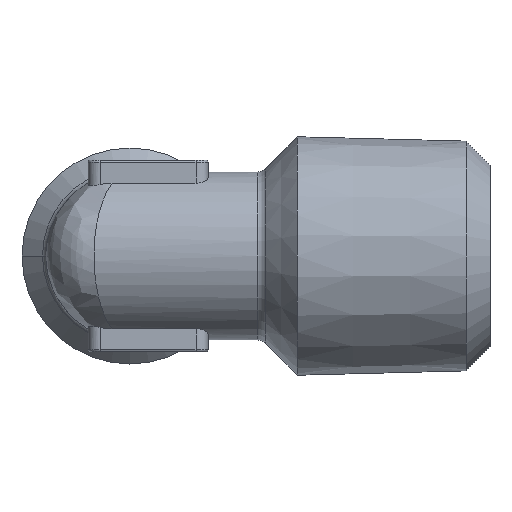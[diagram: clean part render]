
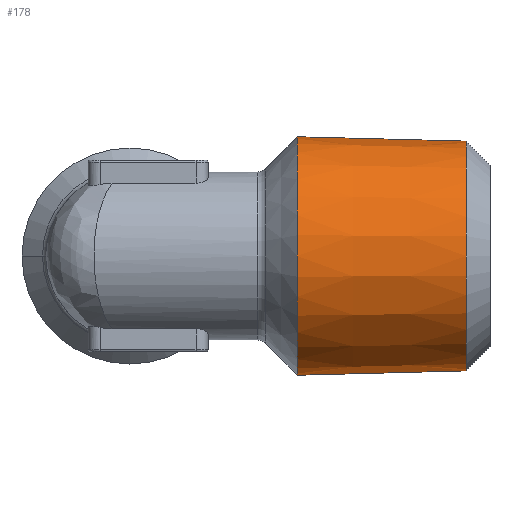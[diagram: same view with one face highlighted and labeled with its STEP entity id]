
A CAD part, left-side view. The second image highlights one B-rep face of the part: STEP entity #178.
In plain terms, the highlighted conical face has half-angle 1.47 degrees and reference radius 4.992 mm.
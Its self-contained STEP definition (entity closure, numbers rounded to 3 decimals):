
#178 = ADVANCED_FACE ( 'NONE', ( #1472 ), #1504, .T. ) ;
#186 = EDGE_LOOP ( 'NONE', ( #187, #224, #226, #299 ) ) ;
#187 = ORIENTED_EDGE ( 'NONE', *, *, #422, .F. ) ;
#224 = ORIENTED_EDGE ( 'NONE', *, *, #225, .F. ) ;
#225 = EDGE_CURVE ( 'NONE', #417, #405, #1464, .T. ) ;
#226 = ORIENTED_EDGE ( 'NONE', *, *, #452, .T. ) ;
#299 = ORIENTED_EDGE ( 'NONE', *, *, #890, .F. ) ;
#405 = VERTEX_POINT ( 'NONE', #1725 ) ;
#416 = VERTEX_POINT ( 'NONE', #3083 ) ;
#417 = VERTEX_POINT ( 'NONE', #3094 ) ;
#422 = EDGE_CURVE ( 'NONE', #405, #522, #3081, .T. ) ;
#452 = EDGE_CURVE ( 'NONE', #417, #416, #2204, .T. ) ;
#522 = VERTEX_POINT ( 'NONE', #2350 ) ;
#890 = EDGE_CURVE ( 'NONE', #522, #416, #3225, .T. ) ;
#1464 = CIRCLE ( 'NONE', #1531, 4.787 ) ;
#1472 = FACE_OUTER_BOUND ( 'NONE', #186, .T. ) ;
#1504 = CONICAL_SURFACE ( 'NONE', #1598, 4.992, 0.026 ) ;
#1505 = CARTESIAN_POINT ( 'NONE',  ( 0., -6., 0. ) ) ;
#1528 = DIRECTION ( 'NONE',  ( 0., 0., -1. ) ) ;
#1529 = DIRECTION ( 'NONE',  ( 0., -1., 0. ) ) ;
#1530 = CARTESIAN_POINT ( 'NONE',  ( 0., -14., 0. ) ) ;
#1531 = AXIS2_PLACEMENT_3D ( 'NONE', #1530, #1529, #1528 ) ;
#1596 = DIRECTION ( 'NONE',  ( 0., 0., 1. ) ) ;
#1597 = DIRECTION ( 'NONE',  ( 0., 1., 0. ) ) ;
#1598 = AXIS2_PLACEMENT_3D ( 'NONE', #1505, #1597, #1596 ) ;
#1725 = CARTESIAN_POINT ( 'NONE',  ( 0., -14., -4.787 ) ) ;
#2196 = DIRECTION ( 'NONE',  ( 0., 1., 0.026 ) ) ;
#2197 = VECTOR ( 'NONE', #2196, 1000. ) ;
#2203 = CARTESIAN_POINT ( 'NONE',  ( 0., -6., 4.992 ) ) ;
#2204 = LINE ( 'NONE', #2203, #2197 ) ;
#2350 = CARTESIAN_POINT ( 'NONE',  ( 0., -6.967, -4.967 ) ) ;
#3081 = LINE ( 'NONE', #3095, #3104 ) ;
#3083 = CARTESIAN_POINT ( 'NONE',  ( 0., -6.967, 4.967 ) ) ;
#3094 = CARTESIAN_POINT ( 'NONE',  ( 0., -14., 4.787 ) ) ;
#3095 = CARTESIAN_POINT ( 'NONE',  ( 0., -6., -4.992 ) ) ;
#3103 = DIRECTION ( 'NONE',  ( 0., 1., -0.026 ) ) ;
#3104 = VECTOR ( 'NONE', #3103, 1000. ) ;
#3185 = DIRECTION ( 'NONE',  ( 0., 0., 1. ) ) ;
#3212 = DIRECTION ( 'NONE',  ( 0., 1., 0. ) ) ;
#3213 = CARTESIAN_POINT ( 'NONE',  ( 0., -6.967, 0. ) ) ;
#3214 = AXIS2_PLACEMENT_3D ( 'NONE', #3213, #3212, #3185 ) ;
#3225 = CIRCLE ( 'NONE', #3214, 4.967 ) ;
